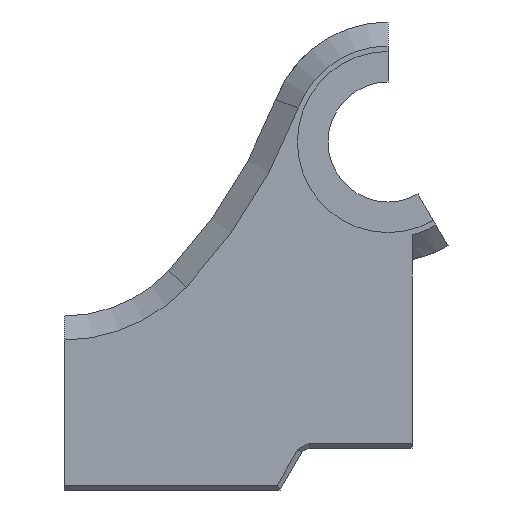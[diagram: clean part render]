
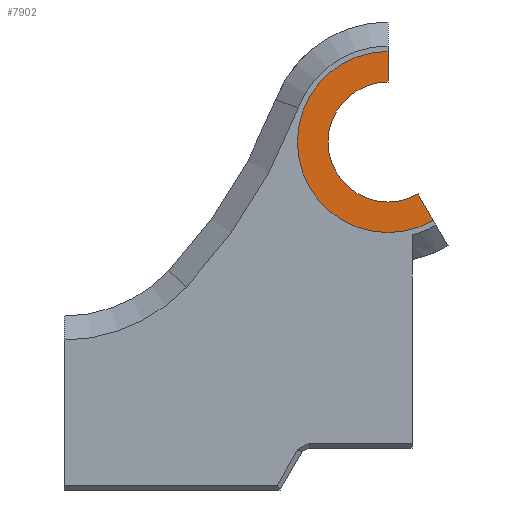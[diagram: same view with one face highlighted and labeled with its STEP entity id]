
A CAD part, front view. The second image highlights one B-rep face of the part: STEP entity #7902.
In plain terms, the highlighted face is planar.
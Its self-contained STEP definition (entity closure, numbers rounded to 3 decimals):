
#2144 = PLANE('',#2145);
#2145 = AXIS2_PLACEMENT_3D('',#2146,#2147,#2148);
#2146 = CARTESIAN_POINT('',(31.283,0.,12.581));
#2147 = DIRECTION('',(-0.866,0.,-0.5));
#2148 = DIRECTION('',(0.5,0.,-0.866));
#2381 = PLANE('',#2382);
#2382 = AXIS2_PLACEMENT_3D('',#2383,#2384,#2385);
#2383 = CARTESIAN_POINT('',(27.,-29.,30.));
#2384 = DIRECTION('',(1.,0.,0.));
#2385 = DIRECTION('',(-0.,0.,1.));
#4535 = CYLINDRICAL_SURFACE('',#4536,5.);
#4536 = AXIS2_PLACEMENT_3D('',#4537,#4538,#4539);
#4537 = CARTESIAN_POINT('',(27.,7.,20.));
#4538 = DIRECTION('',(0.,-1.,0.));
#4539 = DIRECTION('',(1.,0.,0.));
#6158 = CYLINDRICAL_SURFACE('',#6159,7.55);
#6159 = AXIS2_PLACEMENT_3D('',#6160,#6161,#6162);
#6160 = CARTESIAN_POINT('',(27.,-2.,20.));
#6161 = DIRECTION('',(0.,-1.,0.));
#6162 = DIRECTION('',(1.,0.,0.));
#7121 = VERTEX_POINT('',#7122);
#7122 = CARTESIAN_POINT('',(27.,-2.,27.55));
#7142 = EDGE_CURVE('',#7121,#7143,#7145,.T.);
#7143 = VERTEX_POINT('',#7144);
#7144 = CARTESIAN_POINT('',(30.775,-2.,13.462));
#7145 = SURFACE_CURVE('',#7146,(#7151,#7158),.PCURVE_S1.);
#7146 = CIRCLE('',#7147,7.55);
#7147 = AXIS2_PLACEMENT_3D('',#7148,#7149,#7150);
#7148 = CARTESIAN_POINT('',(27.,-2.,20.));
#7149 = DIRECTION('',(0.,-1.,0.));
#7150 = DIRECTION('',(1.,0.,0.));
#7151 = PCURVE('',#6158,#7152);
#7152 = DEFINITIONAL_REPRESENTATION('',(#7153),#7157);
#7153 = LINE('',#7154,#7155);
#7154 = CARTESIAN_POINT('',(0.,0.));
#7155 = VECTOR('',#7156,1.);
#7156 = DIRECTION('',(1.,0.));
#7157 = ( GEOMETRIC_REPRESENTATION_CONTEXT(2) 
PARAMETRIC_REPRESENTATION_CONTEXT() REPRESENTATION_CONTEXT('2D SPACE',''
  ) );
#7158 = PCURVE('',#7159,#7164);
#7159 = PLANE('',#7160);
#7160 = AXIS2_PLACEMENT_3D('',#7161,#7162,#7163);
#7161 = CARTESIAN_POINT('',(27.,-2.,20.));
#7162 = DIRECTION('',(0.,-1.,0.));
#7163 = DIRECTION('',(1.,0.,0.));
#7164 = DEFINITIONAL_REPRESENTATION('',(#7165),#7169);
#7165 = CIRCLE('',#7166,7.55);
#7166 = AXIS2_PLACEMENT_2D('',#7167,#7168);
#7167 = CARTESIAN_POINT('',(0.,0.));
#7168 = DIRECTION('',(1.,0.));
#7169 = ( GEOMETRIC_REPRESENTATION_CONTEXT(2) 
PARAMETRIC_REPRESENTATION_CONTEXT() REPRESENTATION_CONTEXT('2D SPACE',''
  ) );
#7902 = ADVANCED_FACE('',(#7903),#7159,.F.);
#7903 = FACE_BOUND('',#7904,.F.);
#7904 = EDGE_LOOP('',(#7905,#7927,#7928,#7950));
#7905 = ORIENTED_EDGE('',*,*,#7906,.F.);
#7906 = EDGE_CURVE('',#7121,#7907,#7909,.T.);
#7907 = VERTEX_POINT('',#7908);
#7908 = CARTESIAN_POINT('',(27.,-2.,25.));
#7909 = SURFACE_CURVE('',#7910,(#7914,#7920),.PCURVE_S1.);
#7910 = LINE('',#7911,#7912);
#7911 = CARTESIAN_POINT('',(27.,-2.,20.));
#7912 = VECTOR('',#7913,1.);
#7913 = DIRECTION('',(-0.,0.,-1.));
#7914 = PCURVE('',#7159,#7915);
#7915 = DEFINITIONAL_REPRESENTATION('',(#7916),#7919);
#7916 = B_SPLINE_CURVE_WITH_KNOTS('',1,(#7917,#7918),.UNSPECIFIED.,.F.,
  .F.,(2,2),(-9.06,2.),.PIECEWISE_BEZIER_KNOTS.);
#7917 = CARTESIAN_POINT('',(0.,9.06));
#7918 = CARTESIAN_POINT('',(0.,-2.));
#7919 = ( GEOMETRIC_REPRESENTATION_CONTEXT(2) 
PARAMETRIC_REPRESENTATION_CONTEXT() REPRESENTATION_CONTEXT('2D SPACE',''
  ) );
#7920 = PCURVE('',#2381,#7921);
#7921 = DEFINITIONAL_REPRESENTATION('',(#7922),#7926);
#7922 = LINE('',#7923,#7924);
#7923 = CARTESIAN_POINT('',(-10.,-27.));
#7924 = VECTOR('',#7925,1.);
#7925 = DIRECTION('',(-1.,0.));
#7926 = ( GEOMETRIC_REPRESENTATION_CONTEXT(2) 
PARAMETRIC_REPRESENTATION_CONTEXT() REPRESENTATION_CONTEXT('2D SPACE',''
  ) );
#7927 = ORIENTED_EDGE('',*,*,#7142,.T.);
#7928 = ORIENTED_EDGE('',*,*,#7929,.F.);
#7929 = EDGE_CURVE('',#7930,#7143,#7932,.T.);
#7930 = VERTEX_POINT('',#7931);
#7931 = CARTESIAN_POINT('',(29.5,-2.,15.67));
#7932 = SURFACE_CURVE('',#7933,(#7937,#7943),.PCURVE_S1.);
#7933 = LINE('',#7934,#7935);
#7934 = CARTESIAN_POINT('',(32.774,-2.,10.));
#7935 = VECTOR('',#7936,1.);
#7936 = DIRECTION('',(0.5,0.,-0.866));
#7937 = PCURVE('',#7159,#7938);
#7938 = DEFINITIONAL_REPRESENTATION('',(#7939),#7942);
#7939 = B_SPLINE_CURVE_WITH_KNOTS('',1,(#7940,#7941),.UNSPECIFIED.,.F.,
  .F.,(2,2),(-13.856,-1.085),.PIECEWISE_BEZIER_KNOTS.);
#7940 = CARTESIAN_POINT('',(-1.155,2.));
#7941 = CARTESIAN_POINT('',(5.231,-9.06));
#7942 = ( GEOMETRIC_REPRESENTATION_CONTEXT(2) 
PARAMETRIC_REPRESENTATION_CONTEXT() REPRESENTATION_CONTEXT('2D SPACE',''
  ) );
#7943 = PCURVE('',#2144,#7944);
#7944 = DEFINITIONAL_REPRESENTATION('',(#7945),#7949);
#7945 = LINE('',#7946,#7947);
#7946 = CARTESIAN_POINT('',(2.981,2.));
#7947 = VECTOR('',#7948,1.);
#7948 = DIRECTION('',(1.,0.));
#7949 = ( GEOMETRIC_REPRESENTATION_CONTEXT(2) 
PARAMETRIC_REPRESENTATION_CONTEXT() REPRESENTATION_CONTEXT('2D SPACE',''
  ) );
#7950 = ORIENTED_EDGE('',*,*,#7951,.F.);
#7951 = EDGE_CURVE('',#7907,#7930,#7952,.T.);
#7952 = SURFACE_CURVE('',#7953,(#7958,#7965),.PCURVE_S1.);
#7953 = CIRCLE('',#7954,5.);
#7954 = AXIS2_PLACEMENT_3D('',#7955,#7956,#7957);
#7955 = CARTESIAN_POINT('',(27.,-2.,20.));
#7956 = DIRECTION('',(0.,-1.,0.));
#7957 = DIRECTION('',(1.,0.,0.));
#7958 = PCURVE('',#7159,#7959);
#7959 = DEFINITIONAL_REPRESENTATION('',(#7960),#7964);
#7960 = CIRCLE('',#7961,5.);
#7961 = AXIS2_PLACEMENT_2D('',#7962,#7963);
#7962 = CARTESIAN_POINT('',(0.,0.));
#7963 = DIRECTION('',(1.,0.));
#7964 = ( GEOMETRIC_REPRESENTATION_CONTEXT(2) 
PARAMETRIC_REPRESENTATION_CONTEXT() REPRESENTATION_CONTEXT('2D SPACE',''
  ) );
#7965 = PCURVE('',#4535,#7966);
#7966 = DEFINITIONAL_REPRESENTATION('',(#7967),#7993);
#7967 = B_SPLINE_CURVE_WITH_KNOTS('',3,(#7968,#7969,#7970,#7971,#7972,
    #7973,#7974,#7975,#7976,#7977,#7978,#7979,#7980,#7981,#7982,#7983,
    #7984,#7985,#7986,#7987,#7988,#7989,#7990,#7991,#7992),
  .UNSPECIFIED.,.F.,.F.,(4,1,1,1,1,1,1,1,1,1,1,1,1,1,1,1,1,1,1,1,1,1,4),
  (1.571,1.737,1.904,2.071,
    2.237,2.404,2.57,2.737,
    2.904,3.07,3.237,3.403,
    3.57,3.737,3.903,4.07,
    4.236,4.403,4.57,4.736,
    4.903,5.069,5.236),
  .QUASI_UNIFORM_KNOTS.);
#7968 = CARTESIAN_POINT('',(1.571,9.));
#7969 = CARTESIAN_POINT('',(1.626,9.));
#7970 = CARTESIAN_POINT('',(1.737,9.));
#7971 = CARTESIAN_POINT('',(1.904,9.));
#7972 = CARTESIAN_POINT('',(2.071,9.));
#7973 = CARTESIAN_POINT('',(2.237,9.));
#7974 = CARTESIAN_POINT('',(2.404,9.));
#7975 = CARTESIAN_POINT('',(2.57,9.));
#7976 = CARTESIAN_POINT('',(2.737,9.));
#7977 = CARTESIAN_POINT('',(2.904,9.));
#7978 = CARTESIAN_POINT('',(3.07,9.));
#7979 = CARTESIAN_POINT('',(3.237,9.));
#7980 = CARTESIAN_POINT('',(3.403,9.));
#7981 = CARTESIAN_POINT('',(3.57,9.));
#7982 = CARTESIAN_POINT('',(3.737,9.));
#7983 = CARTESIAN_POINT('',(3.903,9.));
#7984 = CARTESIAN_POINT('',(4.07,9.));
#7985 = CARTESIAN_POINT('',(4.236,9.));
#7986 = CARTESIAN_POINT('',(4.403,9.));
#7987 = CARTESIAN_POINT('',(4.57,9.));
#7988 = CARTESIAN_POINT('',(4.736,9.));
#7989 = CARTESIAN_POINT('',(4.903,9.));
#7990 = CARTESIAN_POINT('',(5.069,9.));
#7991 = CARTESIAN_POINT('',(5.18,9.));
#7992 = CARTESIAN_POINT('',(5.236,9.));
#7993 = ( GEOMETRIC_REPRESENTATION_CONTEXT(2) 
PARAMETRIC_REPRESENTATION_CONTEXT() REPRESENTATION_CONTEXT('2D SPACE',''
  ) );
